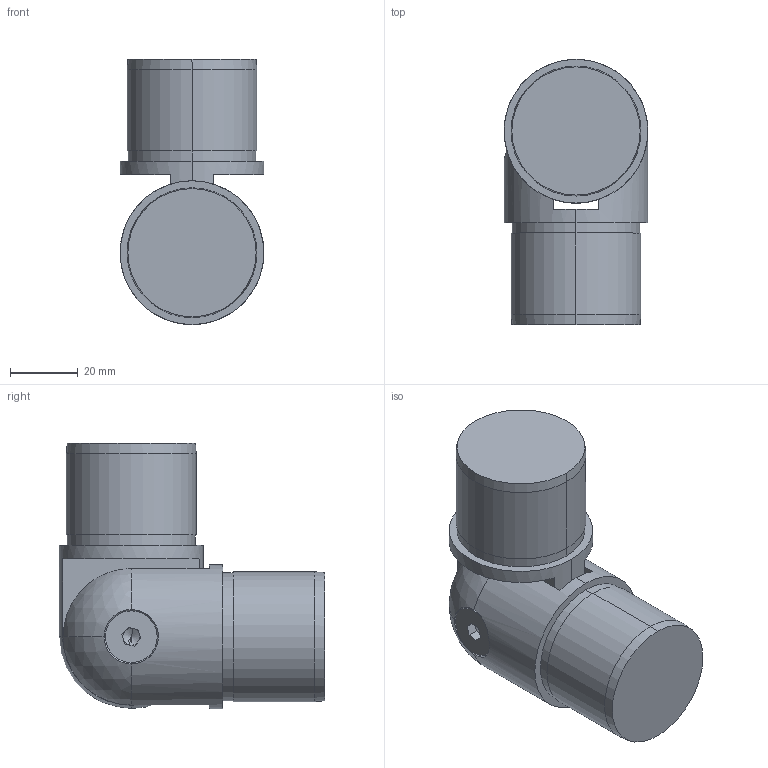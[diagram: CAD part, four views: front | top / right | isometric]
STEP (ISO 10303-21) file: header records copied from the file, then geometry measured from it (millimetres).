
FILE_DESCRIPTION (( 'STEP AP214' ), '1' );
FILE_NAME ('1806203C.STEP', '2019-05-03T10:16:17', ( '' ), ( '' ), 'SwSTEP 2.0', 'SolidWorks 2018', '' );
FILE_SCHEMA (( 'AUTOMOTIVE_DESIGN' ));
Length unit declared in the file: millimetre
Products named in the file (5): 1806203C; 1804203C.STEP; 1804203C Part1_defeature.STEP; 1804203C Part2_defeature.STEP; socket countersunk head screw_bsi_ISO 10642 - M8 x 30 --- 30S.STEP
Assembly tree (4 placements, depth 3):
  1806203C
    1804203C.STEP
      1804203C Part1_defeature.STEP
      1804203C Part2_defeature.STEP
      socket countersunk head screw_bsi_ISO 10642 - M8 x 30 --- 30S.STEP
Bounding box: 42.4 x 78.2 x 78.2 mm (x, y, z)
Volume: 123205.9 mm3; surface area: 27016.6 mm2
Topology: 3 solids, 3 shells, 189 faces, 474 edges, 293 vertices
Faces by surface type: cone 88, cylinder 60, plane 29, sphere 10, torus 2
Entity records: 6058 total; most frequent: DIRECTION 1146, CARTESIAN_POINT 1134, ORIENTED_EDGE 940, AXIS2_PLACEMENT_3D 481, EDGE_CURVE 470, VERTEX_POINT 293, CIRCLE 284, EDGE_LOOP 199
